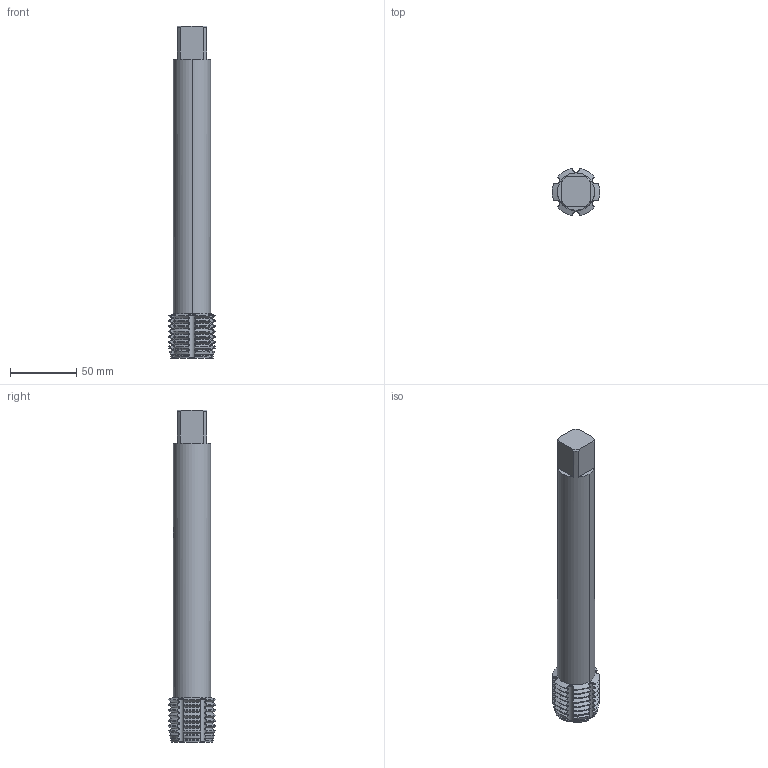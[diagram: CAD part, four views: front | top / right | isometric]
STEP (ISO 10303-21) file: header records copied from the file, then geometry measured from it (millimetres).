
FILE_DESCRIPTION(('no description'),'unknown implementation level');
FILE_NAME('solidjAXiJfvv99X_ZemLJdPSu2Rb9KA_1.STP',' ',('CIM GmbH Aachen'),('CADClick - KiM GmbH - www.kimweb.de'),'unknown preprocess','ACIS','unknown authorization');
FILE_SCHEMA(('automotive_design'));
Length unit declared in the file: millimetre
Products named in the file (2): 1; 2
Bounding box: 36 x 35.6 x 250 mm (x, y, z)
Volume: 157482.5 mm3; surface area: 32348 mm2
Topology: 2 solids, 2 shells, 407 faces, 1169 edges, 766 vertices
Faces by surface type: cone 168, cylinder 126, plane 101, torus 12
Entity records: 30306 total; most frequent: CARTESIAN_POINT 6887, STYLED_ITEM 2344, PRESENTATION_STYLE_ASSIGNMENT 2344, COLOUR_RGB 2344, ORIENTED_EDGE 2338, DIRECTION 2067, EDGE_CURVE 1169, CURVE_STYLE 1169
